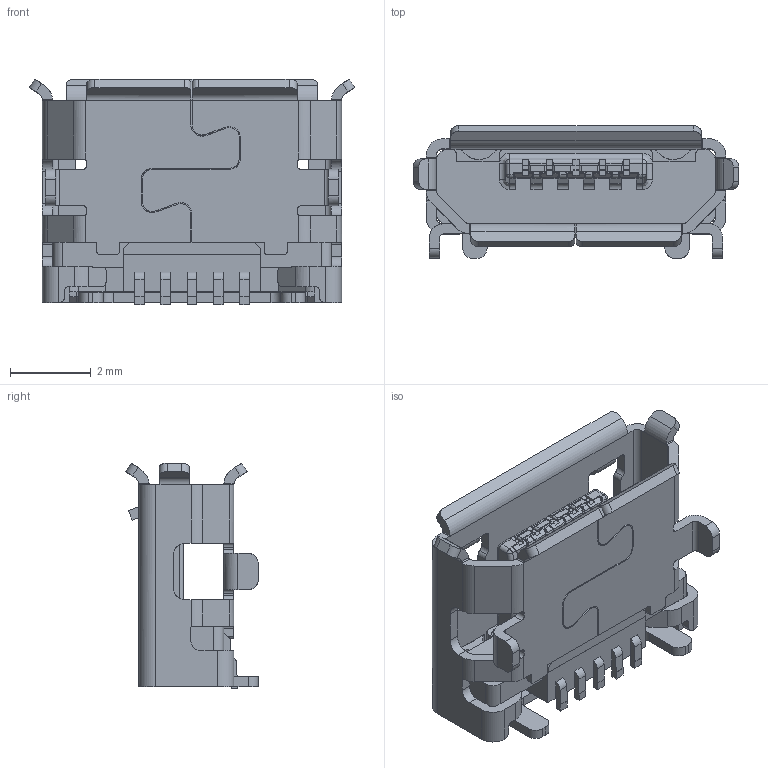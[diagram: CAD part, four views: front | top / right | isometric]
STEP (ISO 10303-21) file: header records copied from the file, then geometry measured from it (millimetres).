
FILE_DESCRIPTION (( 'STEP AP214' ), '1' );
FILE_NAME ('10118194-0001LF.STEP', '2023-02-23T15:02:23', ( 'ADMIN' ), ( '' ), 'SwSTEP 2.0', 'SolidWorks 2016', '' );
FILE_SCHEMA (( 'AUTOMOTIVE_DESIGN' ));
Length unit declared in the file: millimetre
Products named in the file (1): 10118194-0001LF
Bounding box: 8.05 x 3.27 x 5.58 mm (x, y, z)
Volume: 40.5 mm3; surface area: 268.8 mm2
Topology: 1 solids, 1 shells, 764 faces, 2164 edges, 1390 vertices
Faces by surface type: plane 466, cylinder 260, bspline 29, cone 9
Entity records: 26986 total; most frequent: CARTESIAN_POINT 9183, ORIENTED_EDGE 4318, DIRECTION 2713, EDGE_CURVE 2159, VERTEX_POINT 1390, LINE 1145, VECTOR 1145, B_SPLINE_CURVE_WITH_KNOTS 965
